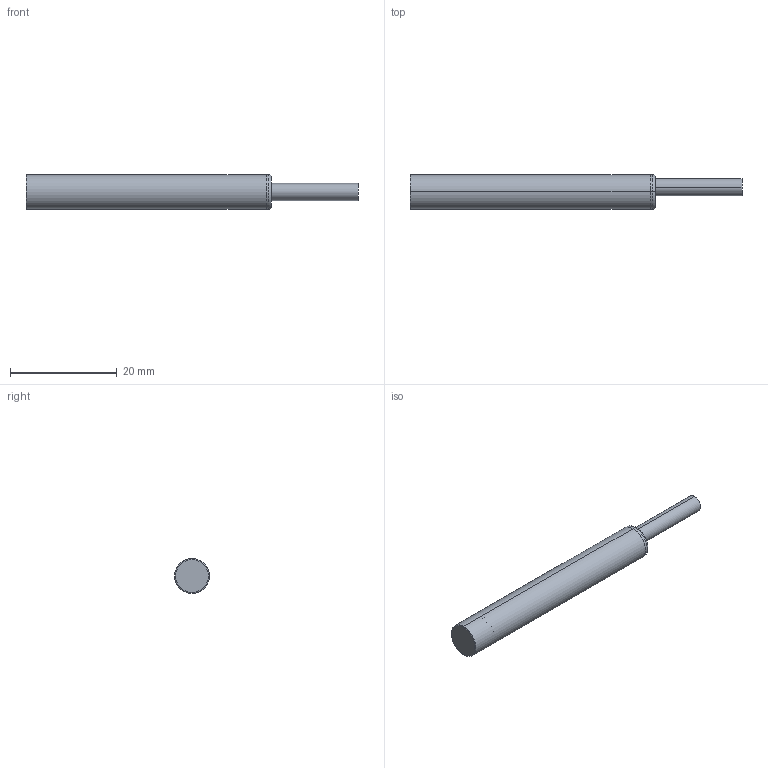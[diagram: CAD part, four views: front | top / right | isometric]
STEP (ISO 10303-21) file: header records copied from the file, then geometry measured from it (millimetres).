
FILE_DESCRIPTION((''),'2;1');
FILE_NAME('IBS06LONGFLUSHCABLE_ASM','2020-11-13T',('Daisy.Wang'),(''),'CREO PARAMETRIC BY PTC INC, 2015480','CREO PARAMETRIC BY PTC INC, 2015480','');
FILE_SCHEMA(('CONFIG_CONTROL_DESIGN'));
Length unit declared in the file: millimetre
Products named in the file (11): MECK134; 93-091; 28-503_4; 93-095_18; FERRITE_PIN_9; 15-063-125_ASM_6_ASM; M84WIRE_LONG_CABLE_FLUSH_PCB; 93-093; 57-240; COMPOUND1_1; IBS06LONGFLUSHCABLE_ASM
Assembly tree (11 placements, depth 3):
  IBS06LONGFLUSHCABLE_ASM
    MECK134
    93-091
    15-063-125_ASM_6_ASM
      28-503_4
      93-095_18
      FERRITE_PIN_9  x2
    M84WIRE_LONG_CABLE_FLUSH_PCB
    93-093
    57-240
    COMPOUND1_1
Bounding box: 62.22 x 6.5 x 6.5 mm (x, y, z)
Volume: 1656.9 mm3; surface area: 4694.3 mm2
Topology: 10 solids, 10 shells, 331 faces, 865 edges, 574 vertices
Faces by surface type: cylinder 144, plane 144, cone 18, bspline 18, torus 7
Entity records: 11599 total; most frequent: CARTESIAN_POINT 3230, DIRECTION 1722, ORIENTED_EDGE 1718, EDGE_CURVE 859, AXIS2_PLACEMENT_3D 665, VERTEX_POINT 570, VECTOR 392, LINE 392
